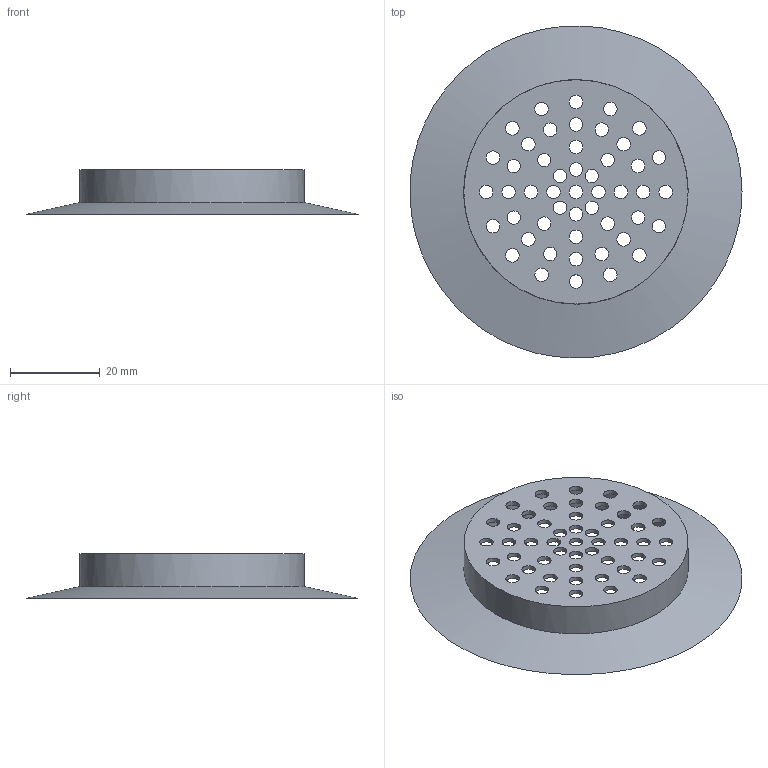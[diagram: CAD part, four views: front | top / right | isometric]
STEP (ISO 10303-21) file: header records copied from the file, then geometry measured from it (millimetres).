
FILE_DESCRIPTION(('FreeCAD Model'),'2;1');
FILE_NAME('Open CASCADE Shape Model','2025-06-20T08:45:39',(''),(''), 'Open CASCADE STEP processor 7.8','FreeCAD','Unknown');
FILE_SCHEMA(('AUTOMOTIVE_DESIGN { 1 0 10303 214 1 1 1 1 }'));
Length unit declared in the file: millimetre
Products named in the file (1): Fusion
Bounding box: 73.98 x 73.97 x 10 mm (x, y, z)
Volume: 4077.4 mm3; surface area: 10822 mm2
Topology: 1 solids, 1 shells, 56 faces, 158 edges, 104 vertices
Faces by surface type: cylinder 51, bspline 3, plane 2
Full cylindrical faces by diameter (mm): 3 x49, 49 x1, 50 x1
Entity records: 2232 total; most frequent: CARTESIAN_POINT 485, DIRECTION 360, ORIENTED_EDGE 316, EDGE_CURVE 158, AXIS2_PLACEMENT_3D 155, FACE_BOUND 154, EDGE_LOOP 154, VERTEX_POINT 104
